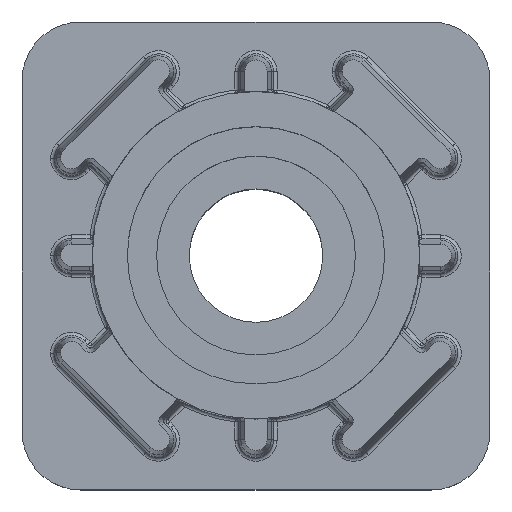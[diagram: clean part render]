
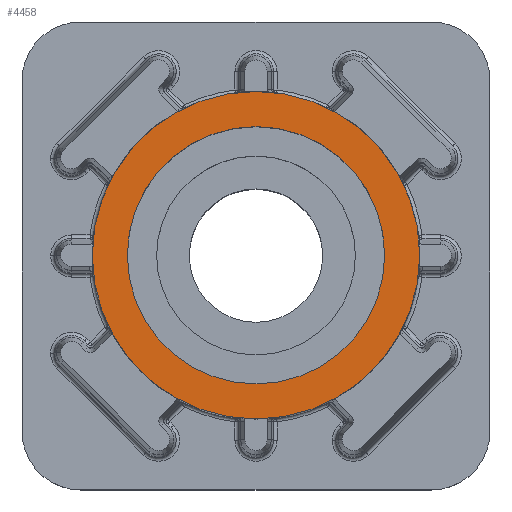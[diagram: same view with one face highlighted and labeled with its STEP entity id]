
A CAD part, top view. The second image highlights one B-rep face of the part: STEP entity #4458.
In plain terms, the highlighted planar face has unit normal (0, 0, 1).
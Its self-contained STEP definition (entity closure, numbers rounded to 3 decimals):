
#201 = CIRCLE ( 'NONE', #1899, 11. ) ;
#301 = EDGE_CURVE ( 'NONE', #9419, #3198, #5546, .T. ) ;
#515 = DIRECTION ( 'NONE',  ( 1., 0., 0. ) ) ;
#639 = DIRECTION ( 'NONE',  ( 1., 0., 0. ) ) ;
#1350 = CARTESIAN_POINT ( 'NONE',  ( 0., 0., 43. ) ) ;
#1802 = FACE_BOUND ( 'NONE', #3381, .T. ) ;
#1899 = AXIS2_PLACEMENT_3D ( 'NONE', #1350, #7711, #2294 ) ;
#2294 = DIRECTION ( 'NONE',  ( 1., 0., 0. ) ) ;
#2837 = CARTESIAN_POINT ( 'NONE',  ( 11., 0., 43. ) ) ;
#2931 = AXIS2_PLACEMENT_3D ( 'NONE', #4768, #11086, #5659 ) ;
#3198 = VERTEX_POINT ( 'NONE', #11766 ) ;
#3352 = ORIENTED_EDGE ( 'NONE', *, *, #3471, .F. ) ;
#3381 = EDGE_LOOP ( 'NONE', ( #9283, #3352 ) ) ;
#3471 = EDGE_CURVE ( 'NONE', #7260, #3730, #201, .T. ) ;
#3543 = CARTESIAN_POINT ( 'NONE',  ( -11., 0., 43. ) ) ;
#3730 = VERTEX_POINT ( 'NONE', #3543 ) ;
#4106 = AXIS2_PLACEMENT_3D ( 'NONE', #11440, #6014, #515 ) ;
#4182 = DIRECTION ( 'NONE',  ( 0., 0., 1. ) ) ;
#4317 = PLANE ( 'NONE',  #7099 ) ;
#4458 = ADVANCED_FACE ( 'NONE', ( #1802, #6937 ), #4317, .T. ) ;
#4768 = CARTESIAN_POINT ( 'NONE',  ( 0., 0., 43. ) ) ;
#4841 = AXIS2_PLACEMENT_3D ( 'NONE', #9584, #4182, #10494 ) ;
#4972 = EDGE_CURVE ( 'NONE', #3198, #9419, #8169, .T. ) ;
#5546 = CIRCLE ( 'NONE', #4106, 14. ) ;
#5659 = DIRECTION ( 'NONE',  ( 1., 0., 0. ) ) ;
#6014 = DIRECTION ( 'NONE',  ( 0., 0., 1. ) ) ;
#6129 = DIRECTION ( 'NONE',  ( 0., 0., 1. ) ) ;
#6472 = ORIENTED_EDGE ( 'NONE', *, *, #301, .T. ) ;
#6924 = EDGE_LOOP ( 'NONE', ( #6472, #8298 ) ) ;
#6937 = FACE_OUTER_BOUND ( 'NONE', #6924, .T. ) ;
#7099 = AXIS2_PLACEMENT_3D ( 'NONE', #11520, #6129, #639 ) ;
#7260 = VERTEX_POINT ( 'NONE', #2837 ) ;
#7314 = EDGE_CURVE ( 'NONE', #3730, #7260, #8108, .T. ) ;
#7711 = DIRECTION ( 'NONE',  ( 0., 0., 1. ) ) ;
#7980 = CARTESIAN_POINT ( 'NONE',  ( -14., 0., 43. ) ) ;
#8108 = CIRCLE ( 'NONE', #2931, 11. ) ;
#8169 = CIRCLE ( 'NONE', #4841, 14. ) ;
#8298 = ORIENTED_EDGE ( 'NONE', *, *, #4972, .T. ) ;
#9283 = ORIENTED_EDGE ( 'NONE', *, *, #7314, .F. ) ;
#9419 = VERTEX_POINT ( 'NONE', #7980 ) ;
#9584 = CARTESIAN_POINT ( 'NONE',  ( 0., 0., 43. ) ) ;
#10494 = DIRECTION ( 'NONE',  ( 1., 0., 0. ) ) ;
#11086 = DIRECTION ( 'NONE',  ( 0., 0., 1. ) ) ;
#11440 = CARTESIAN_POINT ( 'NONE',  ( 0., 0., 43. ) ) ;
#11520 = CARTESIAN_POINT ( 'NONE',  ( 0., 0., 43. ) ) ;
#11766 = CARTESIAN_POINT ( 'NONE',  ( 14., 0., 43. ) ) ;
